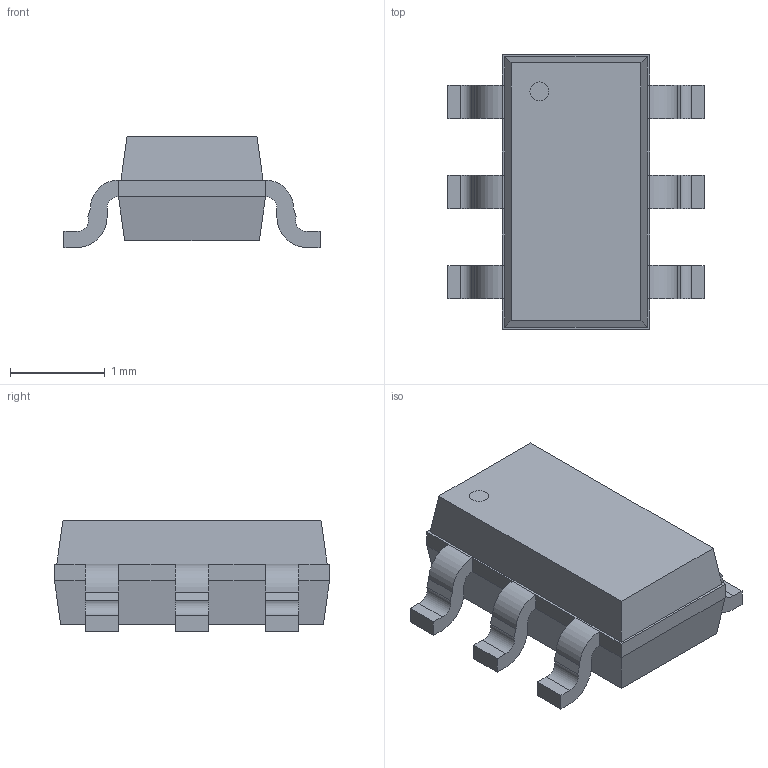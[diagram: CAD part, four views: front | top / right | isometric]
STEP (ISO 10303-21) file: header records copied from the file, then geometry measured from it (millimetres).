
FILE_DESCRIPTION(/* description */ ('model of SC-74-6_1.55x2.9mm_P0.95mm'),/* implementation_level */ '2;1');
FILE_NAME(/* name */ 'SC-74-6_1.55x2.9mm_P0.95mm.step',/* time_stamp */ '2024-02-20T20:32:58',/* author */ ('KiCAD','kicad'),/* organization */ ('OCCT'),/* preprocessor_version */ '',/* originating_system */ 'KiCAD',/* authorisation */ '');
FILE_SCHEMA(('AUTOMOTIVE_DESIGN { 1 0 10303 214 1 1 1 1 }'));
Length unit declared in the file: millimetre
Products named in the file (1): SC-74-6_1.55x2.9mm_P0.95mm
Bounding box: 2.7 x 2.9 x 1.18 mm (x, y, z)
Volume: 4.9 mm3; surface area: 23.3 mm2
Topology: 1 solids, 1 shells, 99 faces, 249 edges, 153 vertices
Faces by surface type: plane 67, cylinder 24, bspline 8
Entity records: 3793 total; most frequent: CARTESIAN_POINT 538, ORIENTED_EDGE 498, DIRECTION 470, EDGE_CURVE 249, LINE 188, VECTOR 188, VERTEX_POINT 153, AXIS2_PLACEMENT_3D 141
